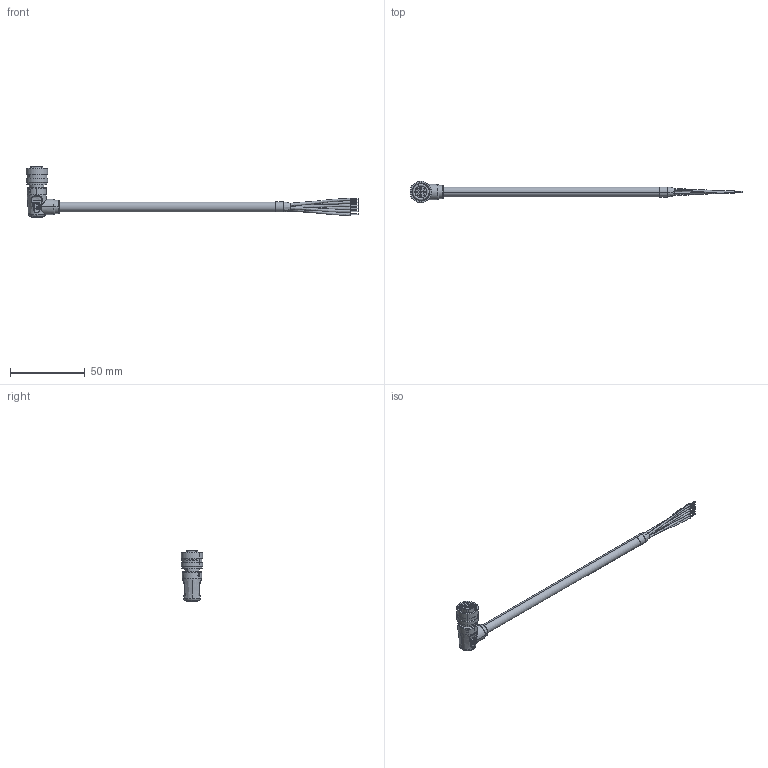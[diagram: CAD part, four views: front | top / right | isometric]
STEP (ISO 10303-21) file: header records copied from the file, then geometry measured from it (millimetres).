
FILE_DESCRIPTION (( 'STEP AP203' ), '1' );
FILE_NAME ('10-04710__revA.STEP', '2022-01-14T18:21:01', ( '' ), ( '' ), 'SwSTEP 2.0', 'SolidWorks 2021', '' );
FILE_SCHEMA (( 'CONFIG_CONTROL_DESIGN' ));
Length unit declared in the file: millimetre
Products named in the file (9): 24-00361; 50-00981-03___; 30-01586_M12 (50 with 5mm tinned); 50-00981_STEP; 10-04710__revA; 50-00981-02_For STEP file; 50-00981-05___; 50-00981-04___; 50-00981-01___
Assembly tree (12 placements, depth 3):
  10-04710__revA
    30-01586_M12 (50 with 5mm tinned)
    24-00361
    50-00981_STEP
      50-00981-01___
      50-00981-02_For STEP file
      50-00981-03___  x5
      50-00981-04___
      50-00981-05___
Bounding box: 222.22 x 14.44 x 34 mm (x, y, z)
Volume: 10590.3 mm3; surface area: 48374.9 mm2
Topology: 232 solids, 232 shells, 2039 faces, 4433 edges, 2892 vertices
Faces by surface type: cylinder 1080, plane 672, torus 111, bspline 110, cone 65, sphere 1
Entity records: 52901 total; most frequent: CARTESIAN_POINT 13591, DIRECTION 8627, ORIENTED_EDGE 7130, AXIS2_PLACEMENT_3D 3694, EDGE_CURVE 3565, VERTEX_POINT 2348, EDGE_LOOP 2167, CIRCLE 2065
